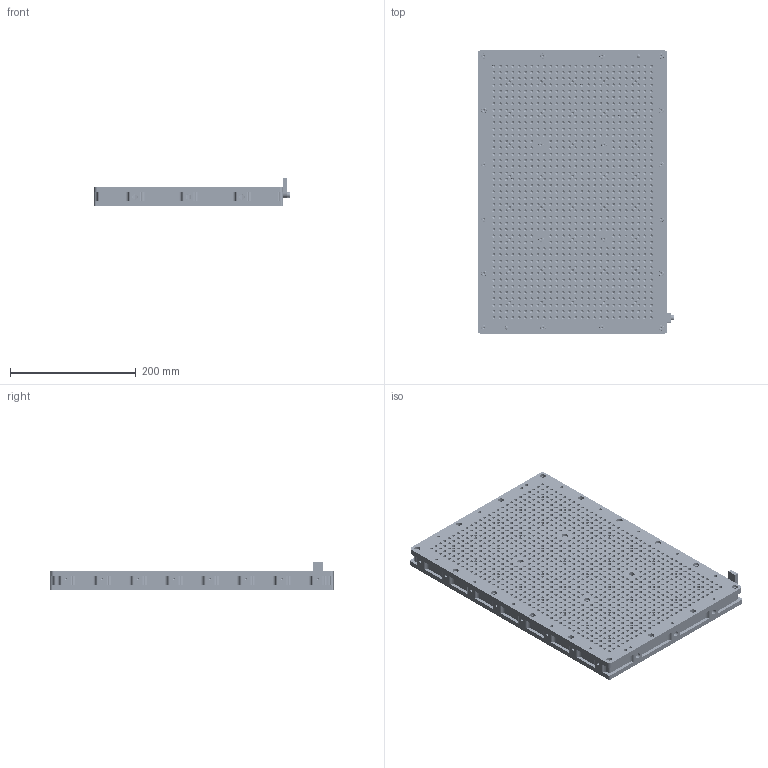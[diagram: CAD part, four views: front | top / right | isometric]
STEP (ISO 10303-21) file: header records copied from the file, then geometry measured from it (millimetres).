
FILE_DESCRIPTION(/* description */ (''),/* implementation_level */ '2;1');
FILE_NAME(/* name */ 'Hackaday Vacuum Table v2.stp',/* time_stamp */ '2019-08-09T20:23:28+02:00',/* author */ ('jan'),/* organization */ (''),/* preprocessor_version */ 'ST-DEVELOPER v18',/* originating_system */ 'Autodesk Inventor 2020',/* authorisation */ '');
FILE_SCHEMA (('AUTOMOTIVE_DESIGN { 1 0 10303 214 3 1 1 }'));
Products named in the file (7): Vakuumtisch Lochraster; Unterbau; Lochrasterplatte; Anschlag; ISO 4762 - M5 x 12(1); ISO 4762 - M5 x 12(1)_1; ISO 8734 - 6 x 18 - A(3)
Assembly tree (26 placements, depth 2):
  Vakuumtisch Lochraster
    Unterbau
    Lochrasterplatte
    Anschlag
    ISO 4762 - M5 x 12(1)
    ISO 4762 - M5 x 12(1)_1  x20
    ISO 8734 - 6 x 18 - A(3)  x2
Bounding box: 311 x 450 x 46 mm (x, y, z)
Volume: 3619040.2 mm3; surface area: 761343.9 mm2
Topology: 26 solids, 26 shells, 4824 faces, 14397 edges, 9695 vertices
Faces by surface type: cylinder 2867, cone 1171, plane 740, torus 42, sphere 4
Full cylindrical faces by diameter (mm): 0.3 x1050, 4.134 x41, 4.917 x88, 5 x1071, 5.5 x21, 6 x6, 8.5 x21, 8.566 x3, 10 x20
Entity records: 162537 total; most frequent: DIRECTION 30698, CARTESIAN_POINT 27265, ORIENTED_EDGE 27062, EDGE_CURVE 13531, AXIS2_PLACEMENT_3D 12613, VERTEX_POINT 9138, CIRCLE 8045, EDGE_LOOP 6921
